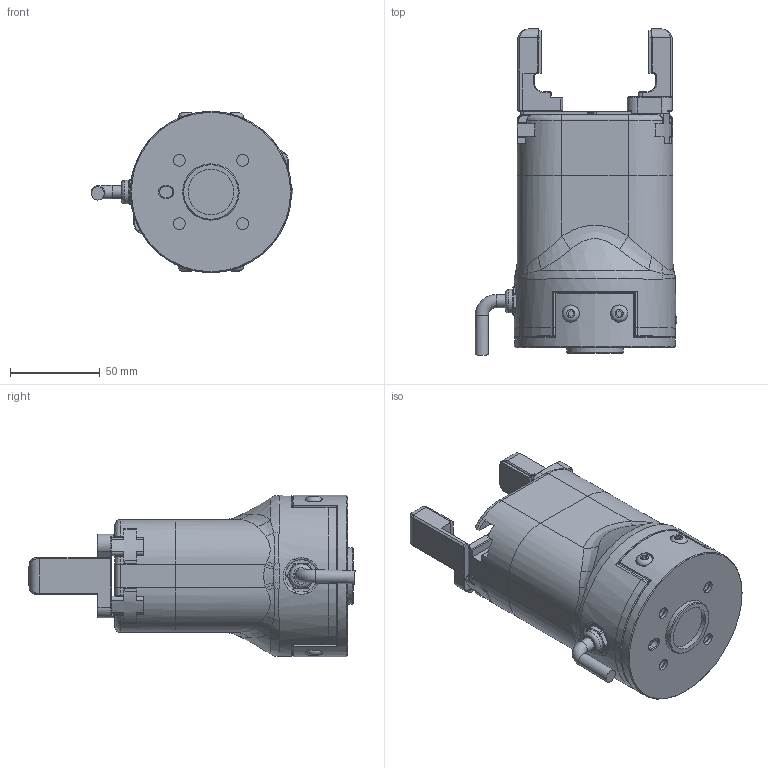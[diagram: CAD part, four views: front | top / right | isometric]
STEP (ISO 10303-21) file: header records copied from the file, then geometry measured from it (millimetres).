
FILE_DESCRIPTION (( 'STEP AP203' ), '1' );
FILE_NAME ('PGC300_潠趙耀倰.STEP', '2020-07-10T09:14:36', ( '' ), ( '' ), 'SwSTEP 2.0', 'SolidWorks 2016', '' );
FILE_SCHEMA (( 'CONFIG_CONTROL_DESIGN' ));
Length unit declared in the file: millimetre
Products named in the file (9): FINGER; BODY; FINGERHOLDER; PGC300_潠趙耀倰
Assembly tree (5 placements, depth 2):
  FINGER
  FINGERHOLDER
  BODY
  FINGERHOLDER
  PGC300_潠趙耀倰
    BODY
    FINGERHOLDER  x2
    FINGER  x2
Bounding box: 112.66 x 182.09 x 90 mm (x, y, z)
Volume: 723828.7 mm3; surface area: 117400.2 mm2
Topology: 20 solids, 26 shells, 907 faces, 2113 edges, 1296 vertices
Faces by surface type: plane 524, cylinder 195, cone 107, bspline 74, torus 6, sphere 1
Full cylindrical faces by diameter (mm): 1 x8, 2.7 x4, 3 x4, 3.3 x6, 3.97 x1, 4 x7, 4.2 x8, 5 x9, 5.2 x1, 5.3 x4, 6.5 x4, 7 x4, 7.3 x4, 7.4 x3, 9.5 x4, 12.5 x4, 13.2 x1, 25.5 x1, 31.5 x1, 90 x2
Entity records: 25587 total; most frequent: CARTESIAN_POINT 10778, DIRECTION 2839, ORIENTED_EDGE 2740, EDGE_CURVE 1370, AXIS2_PLACEMENT_3D 1037, VERTEX_POINT 904, EDGE_LOOP 842, LINE 765
